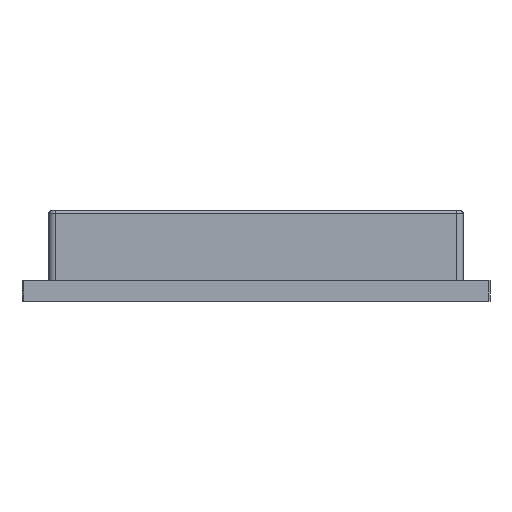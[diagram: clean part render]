
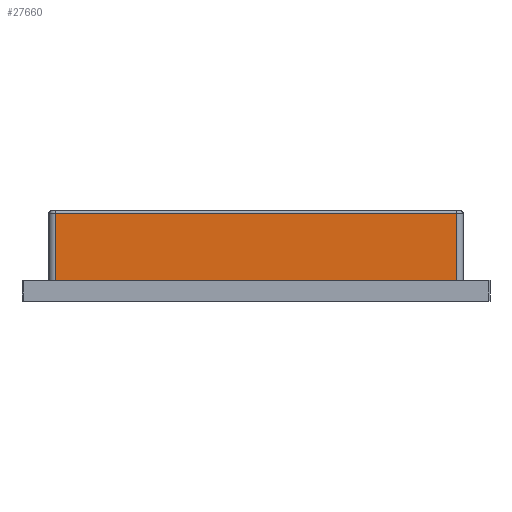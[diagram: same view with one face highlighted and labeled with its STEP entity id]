
A CAD part, front view. The second image highlights one B-rep face of the part: STEP entity #27660.
In plain terms, the highlighted planar face has unit normal (0, -1, 0).
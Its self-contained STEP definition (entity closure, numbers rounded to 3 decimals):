
#26954 = VERTEX_POINT('',#26955);
#26955 = CARTESIAN_POINT('',(-7.75,-15.,3.4));
#26972 = CYLINDRICAL_SURFACE('',#26973,0.1);
#26973 = AXIS2_PLACEMENT_3D('',#26974,#26975,#26976);
#26974 = CARTESIAN_POINT('',(-3.875,-14.9,3.4));
#26975 = DIRECTION('',(1.,0.,0.));
#26976 = DIRECTION('',(0.,-0.707,0.707));
#27026 = CYLINDRICAL_SURFACE('',#27027,0.25);
#27027 = AXIS2_PLACEMENT_3D('',#27028,#27029,#27030);
#27028 = CARTESIAN_POINT('',(-7.75,-14.75,0.8));
#27029 = DIRECTION('',(0.,0.,1.));
#27030 = DIRECTION('',(-1.,0.,0.));
#27042 = VERTEX_POINT('',#27043);
#27043 = CARTESIAN_POINT('',(7.75,-15.,3.4));
#27089 = EDGE_CURVE('',#26954,#27042,#27090,.T.);
#27090 = SURFACE_CURVE('',#27091,(#27095,#27102),.PCURVE_S1.);
#27091 = LINE('',#27092,#27093);
#27092 = CARTESIAN_POINT('',(-3.875,-15.,3.4));
#27093 = VECTOR('',#27094,1.);
#27094 = DIRECTION('',(1.,0.,0.));
#27095 = PCURVE('',#26972,#27096);
#27096 = DEFINITIONAL_REPRESENTATION('',(#27097),#27101);
#27097 = LINE('',#27098,#27099);
#27098 = CARTESIAN_POINT('',(7.069,0.));
#27099 = VECTOR('',#27100,1.);
#27100 = DIRECTION('',(0.,1.));
#27101 = ( GEOMETRIC_REPRESENTATION_CONTEXT(2) 
PARAMETRIC_REPRESENTATION_CONTEXT() REPRESENTATION_CONTEXT('2D SPACE',''
  ) );
#27102 = PCURVE('',#27103,#27108);
#27103 = PLANE('',#27104);
#27104 = AXIS2_PLACEMENT_3D('',#27105,#27106,#27107);
#27105 = CARTESIAN_POINT('',(-7.75,-15.,0.8));
#27106 = DIRECTION('',(0.,-1.,0.));
#27107 = DIRECTION('',(1.,0.,0.));
#27108 = DEFINITIONAL_REPRESENTATION('',(#27109),#27113);
#27109 = LINE('',#27110,#27111);
#27110 = CARTESIAN_POINT('',(3.875,2.6));
#27111 = VECTOR('',#27112,1.);
#27112 = DIRECTION('',(1.,0.));
#27113 = ( GEOMETRIC_REPRESENTATION_CONTEXT(2) 
PARAMETRIC_REPRESENTATION_CONTEXT() REPRESENTATION_CONTEXT('2D SPACE',''
  ) );
#27161 = CYLINDRICAL_SURFACE('',#27162,0.25);
#27162 = AXIS2_PLACEMENT_3D('',#27163,#27164,#27165);
#27163 = CARTESIAN_POINT('',(7.75,-14.75,0.8));
#27164 = DIRECTION('',(0.,0.,1.));
#27165 = DIRECTION('',(0.,-1.,0.));
#27217 = PLANE('',#27218);
#27218 = AXIS2_PLACEMENT_3D('',#27219,#27220,#27221);
#27219 = CARTESIAN_POINT('',(0.,-2.75,0.8));
#27220 = DIRECTION('',(0.,0.,1.));
#27221 = DIRECTION('',(-1.,0.,0.));
#27615 = EDGE_CURVE('',#27616,#27042,#27618,.T.);
#27616 = VERTEX_POINT('',#27617);
#27617 = CARTESIAN_POINT('',(7.75,-15.,0.8));
#27618 = SURFACE_CURVE('',#27619,(#27623,#27630),.PCURVE_S1.);
#27619 = LINE('',#27620,#27621);
#27620 = CARTESIAN_POINT('',(7.75,-15.,0.8));
#27621 = VECTOR('',#27622,1.);
#27622 = DIRECTION('',(0.,0.,1.));
#27623 = PCURVE('',#27161,#27624);
#27624 = DEFINITIONAL_REPRESENTATION('',(#27625),#27629);
#27625 = LINE('',#27626,#27627);
#27626 = CARTESIAN_POINT('',(0.,0.));
#27627 = VECTOR('',#27628,1.);
#27628 = DIRECTION('',(0.,1.));
#27629 = ( GEOMETRIC_REPRESENTATION_CONTEXT(2) 
PARAMETRIC_REPRESENTATION_CONTEXT() REPRESENTATION_CONTEXT('2D SPACE',''
  ) );
#27630 = PCURVE('',#27103,#27631);
#27631 = DEFINITIONAL_REPRESENTATION('',(#27632),#27636);
#27632 = LINE('',#27633,#27634);
#27633 = CARTESIAN_POINT('',(15.5,0.));
#27634 = VECTOR('',#27635,1.);
#27635 = DIRECTION('',(0.,1.));
#27636 = ( GEOMETRIC_REPRESENTATION_CONTEXT(2) 
PARAMETRIC_REPRESENTATION_CONTEXT() REPRESENTATION_CONTEXT('2D SPACE',''
  ) );
#27660 = ADVANCED_FACE('',(#27661),#27103,.T.);
#27661 = FACE_BOUND('',#27662,.T.);
#27662 = EDGE_LOOP('',(#27663,#27664,#27687,#27708));
#27663 = ORIENTED_EDGE('',*,*,#27089,.F.);
#27664 = ORIENTED_EDGE('',*,*,#27665,.F.);
#27665 = EDGE_CURVE('',#27666,#26954,#27668,.T.);
#27666 = VERTEX_POINT('',#27667);
#27667 = CARTESIAN_POINT('',(-7.75,-15.,0.8));
#27668 = SURFACE_CURVE('',#27669,(#27673,#27680),.PCURVE_S1.);
#27669 = LINE('',#27670,#27671);
#27670 = CARTESIAN_POINT('',(-7.75,-15.,0.8));
#27671 = VECTOR('',#27672,1.);
#27672 = DIRECTION('',(0.,0.,1.));
#27673 = PCURVE('',#27103,#27674);
#27674 = DEFINITIONAL_REPRESENTATION('',(#27675),#27679);
#27675 = LINE('',#27676,#27677);
#27676 = CARTESIAN_POINT('',(0.,0.));
#27677 = VECTOR('',#27678,1.);
#27678 = DIRECTION('',(0.,1.));
#27679 = ( GEOMETRIC_REPRESENTATION_CONTEXT(2) 
PARAMETRIC_REPRESENTATION_CONTEXT() REPRESENTATION_CONTEXT('2D SPACE',''
  ) );
#27680 = PCURVE('',#27026,#27681);
#27681 = DEFINITIONAL_REPRESENTATION('',(#27682),#27686);
#27682 = LINE('',#27683,#27684);
#27683 = CARTESIAN_POINT('',(1.571,0.));
#27684 = VECTOR('',#27685,1.);
#27685 = DIRECTION('',(0.,1.));
#27686 = ( GEOMETRIC_REPRESENTATION_CONTEXT(2) 
PARAMETRIC_REPRESENTATION_CONTEXT() REPRESENTATION_CONTEXT('2D SPACE',''
  ) );
#27687 = ORIENTED_EDGE('',*,*,#27688,.T.);
#27688 = EDGE_CURVE('',#27666,#27616,#27689,.T.);
#27689 = SURFACE_CURVE('',#27690,(#27694,#27701),.PCURVE_S1.);
#27690 = LINE('',#27691,#27692);
#27691 = CARTESIAN_POINT('',(-7.75,-15.,0.8));
#27692 = VECTOR('',#27693,1.);
#27693 = DIRECTION('',(1.,0.,0.));
#27694 = PCURVE('',#27103,#27695);
#27695 = DEFINITIONAL_REPRESENTATION('',(#27696),#27700);
#27696 = LINE('',#27697,#27698);
#27697 = CARTESIAN_POINT('',(0.,0.));
#27698 = VECTOR('',#27699,1.);
#27699 = DIRECTION('',(1.,0.));
#27700 = ( GEOMETRIC_REPRESENTATION_CONTEXT(2) 
PARAMETRIC_REPRESENTATION_CONTEXT() REPRESENTATION_CONTEXT('2D SPACE',''
  ) );
#27701 = PCURVE('',#27217,#27702);
#27702 = DEFINITIONAL_REPRESENTATION('',(#27703),#27707);
#27703 = LINE('',#27704,#27705);
#27704 = CARTESIAN_POINT('',(7.75,12.25));
#27705 = VECTOR('',#27706,1.);
#27706 = DIRECTION('',(-1.,0.));
#27707 = ( GEOMETRIC_REPRESENTATION_CONTEXT(2) 
PARAMETRIC_REPRESENTATION_CONTEXT() REPRESENTATION_CONTEXT('2D SPACE',''
  ) );
#27708 = ORIENTED_EDGE('',*,*,#27615,.T.);
